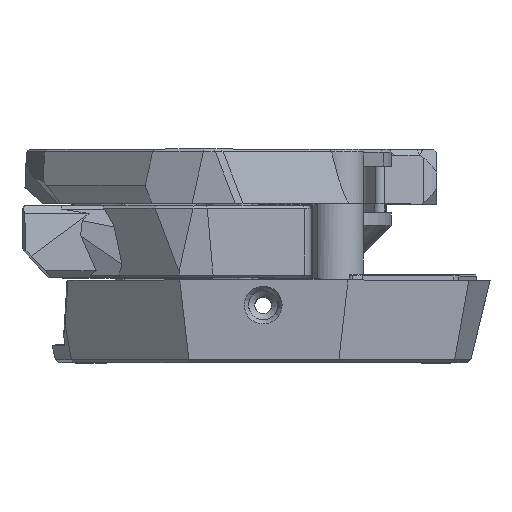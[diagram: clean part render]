
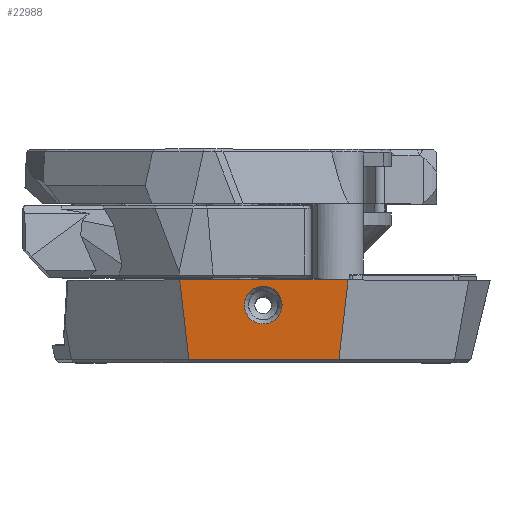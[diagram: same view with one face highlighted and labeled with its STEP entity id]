
A CAD part, top view. The second image highlights one B-rep face of the part: STEP entity #22988.
In plain terms, the highlighted planar face has unit normal (0, -0.087, 0.996).
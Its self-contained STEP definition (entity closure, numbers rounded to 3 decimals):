
#129=FACE_BOUND('',#2913,.T.);
#717=PLANE('',#24772);
#1568=FACE_OUTER_BOUND('',#2912,.T.);
#2912=EDGE_LOOP('',(#17549,#17550,#17551,#17552));
#2913=EDGE_LOOP('',(#17553));
#3967=B_SPLINE_CURVE_WITH_KNOTS('',3,(#35835,#35836,#35837,#35838,#35839,
#35840,#35841,#35842,#35843,#35844),.UNSPECIFIED.,.T.,.F.,(4,1,1,1,1,1,
1,4),(-3.142,-2.244,-1.346,-0.449,
0.449,1.346,2.244,3.142),
 .UNSPECIFIED.);
#5524=LINE('',#34682,#7543);
#5548=LINE('',#34773,#7567);
#5591=LINE('',#34875,#7610);
#6050=LINE('',#37553,#8069);
#7543=VECTOR('',#27180,10.);
#7567=VECTOR('',#27222,10.);
#7610=VECTOR('',#27301,10.);
#8069=VECTOR('',#28896,10.);
#9639=VERTEX_POINT('',#34680);
#9640=VERTEX_POINT('',#34681);
#9650=VERTEX_POINT('',#34771);
#9685=VERTEX_POINT('',#34873);
#9894=VERTEX_POINT('',#35830);
#11962=EDGE_CURVE('',#9639,#9640,#5524,.T.);
#11986=EDGE_CURVE('',#9639,#9650,#5548,.T.);
#12035=EDGE_CURVE('',#9650,#9685,#5591,.T.);
#12354=EDGE_CURVE('',#9894,#9894,#3967,.T.);
#12804=EDGE_CURVE('',#9685,#9640,#6050,.T.);
#17549=ORIENTED_EDGE('',*,*,#11962,.F.);
#17550=ORIENTED_EDGE('',*,*,#11986,.T.);
#17551=ORIENTED_EDGE('',*,*,#12035,.T.);
#17552=ORIENTED_EDGE('',*,*,#12804,.T.);
#17553=ORIENTED_EDGE('',*,*,#12354,.F.);
#22988=ADVANCED_FACE('',(#1568,#129),#717,.T.);
#24772=AXIS2_PLACEMENT_3D('',#37552,#28894,#28895);
#27180=DIRECTION('',(-1.,0.,0.));
#27222=DIRECTION('',(0.114,0.99,0.087));
#27301=DIRECTION('',(-1.,0.,0.));
#28894=DIRECTION('center_axis',(0.,-0.087,
0.996));
#28895=DIRECTION('ref_axis',(1.,0.,0.));
#28896=DIRECTION('',(0.114,-0.99,-0.087));
#34680=CARTESIAN_POINT('',(10.865,-7.802,129.193));
#34681=CARTESIAN_POINT('',(-10.664,-7.802,129.193));
#34682=CARTESIAN_POINT('',(0.023,-7.802,129.193));
#34771=CARTESIAN_POINT('',(12.181,3.6,130.191));
#34773=CARTESIAN_POINT('',(12.131,3.174,130.154));
#34873=CARTESIAN_POINT('',(-11.98,3.6,130.191));
#34875=CARTESIAN_POINT('',(0.43,3.6,130.191));
#35830=CARTESIAN_POINT('',(0.,-2.708,129.639));
#35835=CARTESIAN_POINT('Ctrl Pts',(0.,-2.708,
129.639));
#35836=CARTESIAN_POINT('Ctrl Pts',(0.812,-2.708,129.639));
#35837=CARTESIAN_POINT('Ctrl Pts',(2.428,-1.931,129.707));
#35838=CARTESIAN_POINT('Ctrl Pts',(3.022,0.688,129.936));
#35839=CARTESIAN_POINT('Ctrl Pts',(1.349,2.796,130.121));
#35840=CARTESIAN_POINT('Ctrl Pts',(-1.346,2.79,130.12));
#35841=CARTESIAN_POINT('Ctrl Pts',(-3.029,0.689,
129.936));
#35842=CARTESIAN_POINT('Ctrl Pts',(-2.423,-1.93,
129.707));
#35843=CARTESIAN_POINT('Ctrl Pts',(-0.812,-2.708,
129.639));
#35844=CARTESIAN_POINT('Ctrl Pts',(0.,-2.708,
129.639));
#37552=CARTESIAN_POINT('Origin',(-0.168,0.303,129.902));
#37553=CARTESIAN_POINT('',(-11.444,-1.046,129.784));
